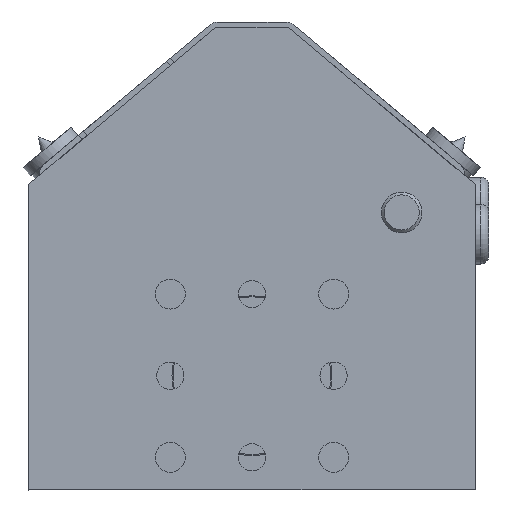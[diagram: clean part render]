
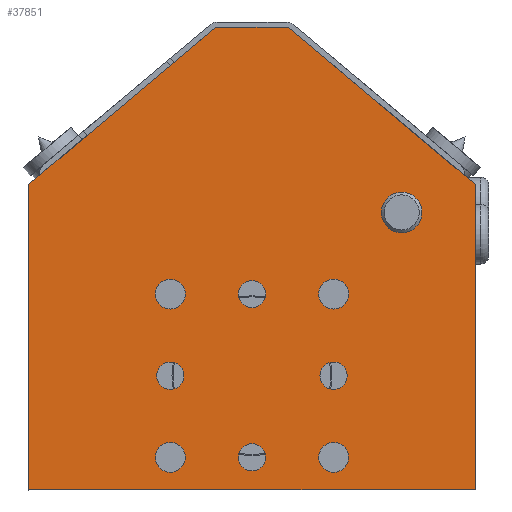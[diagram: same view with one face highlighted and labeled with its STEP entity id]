
A CAD part, left-side view. The second image highlights one B-rep face of the part: STEP entity #37851.
In plain terms, the highlighted face is planar.
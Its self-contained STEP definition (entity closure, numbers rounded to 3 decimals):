
#37319=CARTESIAN_POINT('',(247.,-12.25,5.));
#37320=VERTEX_POINT('',#37319);
#37321=CARTESIAN_POINT('',(247.,-15.,5.));
#37322=DIRECTION('',(-1.0,0.0,0.0));
#37323=DIRECTION('',(0.0,-1.0,0.0));
#37324=AXIS2_PLACEMENT_3D('',#37321,#37322,#37323);
#37325=CIRCLE('',#37324,2.75);
#37326=EDGE_CURVE('',#37320,#37320,#37325,.T.);
#37387=CARTESIAN_POINT('',(247.,17.75,35.));
#37388=VERTEX_POINT('',#37387);
#37389=CARTESIAN_POINT('',(247.,15.,35.));
#37390=DIRECTION('',(-1.0,0.0,0.0));
#37391=DIRECTION('',(0.0,-1.0,0.0));
#37392=AXIS2_PLACEMENT_3D('',#37389,#37390,#37391);
#37393=CIRCLE('',#37392,2.75);
#37394=EDGE_CURVE('',#37388,#37388,#37393,.T.);
#37455=CARTESIAN_POINT('',(247.,-12.25,35.));
#37456=VERTEX_POINT('',#37455);
#37457=CARTESIAN_POINT('',(247.,-15.,35.));
#37458=DIRECTION('',(-1.0,0.0,0.0));
#37459=DIRECTION('',(0.0,-1.0,0.0));
#37460=AXIS2_PLACEMENT_3D('',#37457,#37458,#37459);
#37461=CIRCLE('',#37460,2.75);
#37462=EDGE_CURVE('',#37456,#37456,#37461,.T.);
#37523=CARTESIAN_POINT('',(247.,17.75,5.));
#37524=VERTEX_POINT('',#37523);
#37525=CARTESIAN_POINT('',(247.,15.,5.));
#37526=DIRECTION('',(-1.0,0.0,0.0));
#37527=DIRECTION('',(0.0,-1.0,0.0));
#37528=AXIS2_PLACEMENT_3D('',#37525,#37526,#37527);
#37529=CIRCLE('',#37528,2.75);
#37530=EDGE_CURVE('',#37524,#37524,#37529,.T.);
#37566=CARTESIAN_POINT('',(247.,31.23,50.));
#37567=VERTEX_POINT('',#37566);
#37568=CARTESIAN_POINT('',(247.,27.5,50.));
#37569=DIRECTION('',(-1.0,0.0,0.0));
#37570=DIRECTION('',(0.0,1.0,0.0));
#37571=AXIS2_PLACEMENT_3D('',#37568,#37569,#37570);
#37572=CIRCLE('',#37571,3.73);
#37573=EDGE_CURVE('',#37567,#37567,#37572,.T.);
#37594=CARTESIAN_POINT('',(247.,-12.5,20.));
#37595=VERTEX_POINT('',#37594);
#37596=CARTESIAN_POINT('',(247.,-15.,20.));
#37597=DIRECTION('',(-1.0,0.0,0.0));
#37598=DIRECTION('',(0.0,1.0,0.0));
#37599=AXIS2_PLACEMENT_3D('',#37596,#37597,#37598);
#37600=CIRCLE('',#37599,2.5);
#37601=EDGE_CURVE('',#37595,#37595,#37600,.T.);
#37622=CARTESIAN_POINT('',(247.,2.5,35.));
#37623=VERTEX_POINT('',#37622);
#37624=CARTESIAN_POINT('',(247.,0.,35.));
#37625=DIRECTION('',(-1.0,0.0,0.0));
#37626=DIRECTION('',(0.0,1.0,0.0));
#37627=AXIS2_PLACEMENT_3D('',#37624,#37625,#37626);
#37628=CIRCLE('',#37627,2.5);
#37629=EDGE_CURVE('',#37623,#37623,#37628,.T.);
#37650=CARTESIAN_POINT('',(247.,17.5,20.));
#37651=VERTEX_POINT('',#37650);
#37652=CARTESIAN_POINT('',(247.,15.,20.));
#37653=DIRECTION('',(-1.0,0.0,0.0));
#37654=DIRECTION('',(0.0,1.0,0.0));
#37655=AXIS2_PLACEMENT_3D('',#37652,#37653,#37654);
#37656=CIRCLE('',#37655,2.5);
#37657=EDGE_CURVE('',#37651,#37651,#37656,.T.);
#37678=CARTESIAN_POINT('',(247.,2.5,5.));
#37679=VERTEX_POINT('',#37678);
#37680=CARTESIAN_POINT('',(247.,0.,5.));
#37681=DIRECTION('',(-1.0,0.0,0.0));
#37682=DIRECTION('',(0.0,1.0,0.0));
#37683=AXIS2_PLACEMENT_3D('',#37680,#37681,#37682);
#37684=CIRCLE('',#37683,2.5);
#37685=EDGE_CURVE('',#37679,#37679,#37684,.T.);
#37705=CARTESIAN_POINT('',(247.,6.651,84.));
#37706=VERTEX_POINT('',#37705);
#37713=CARTESIAN_POINT('',(247.,41.,55.178));
#37714=VERTEX_POINT('',#37713);
#37715=CARTESIAN_POINT('',(247.,41.,55.178));
#37716=DIRECTION('',(0.,-0.766,0.643));
#37717=VECTOR('',#37716,44.839);
#37718=LINE('',#37715,#37717);
#37719=EDGE_CURVE('',#37714,#37706,#37718,.T.);
#37745=CARTESIAN_POINT('',(247.,-41.,55.178));
#37746=VERTEX_POINT('',#37745);
#37753=CARTESIAN_POINT('',(247.,-6.651,84.));
#37754=VERTEX_POINT('',#37753);
#37755=CARTESIAN_POINT('',(247.,-6.651,84.));
#37756=DIRECTION('',(0.,-0.766,-0.643));
#37757=VECTOR('',#37756,44.839);
#37758=LINE('',#37755,#37757);
#37759=EDGE_CURVE('',#37754,#37746,#37758,.T.);
#37783=CARTESIAN_POINT('',(247.,-6.651,84.));
#37784=DIRECTION('',(0.0,1.0,0.0));
#37785=VECTOR('',#37784,13.303);
#37786=LINE('',#37783,#37785);
#37787=EDGE_CURVE('',#37754,#37706,#37786,.T.);
#37792=CARTESIAN_POINT('',(247.,0.,41.5));
#37793=DIRECTION('',(1.0,0.0,0.0));
#37794=DIRECTION('',(0.0,1.0,0.0));
#37795=AXIS2_PLACEMENT_3D('',#37792,#37793,#37794);
#37796=PLANE('',#37795);
#37797=ORIENTED_EDGE('',*,*,#37719,.T.);
#37798=ORIENTED_EDGE('',*,*,#37787,.F.);
#37799=ORIENTED_EDGE('',*,*,#37759,.T.);
#37800=CARTESIAN_POINT('',(247.,-41.,-1.));
#37801=VERTEX_POINT('',#37800);
#37802=CARTESIAN_POINT('',(247.,-41.,-1.));
#37803=DIRECTION('',(0.0,0.0,1.0));
#37804=VECTOR('',#37803,56.178);
#37805=LINE('',#37802,#37804);
#37806=EDGE_CURVE('',#37801,#37746,#37805,.T.);
#37807=ORIENTED_EDGE('',*,*,#37806,.F.);
#37808=CARTESIAN_POINT('',(247.,41.,-1.));
#37809=VERTEX_POINT('',#37808);
#37810=CARTESIAN_POINT('',(247.,41.,-1.));
#37811=DIRECTION('',(0.0,-1.0,0.0));
#37812=VECTOR('',#37811,82.);
#37813=LINE('',#37810,#37812);
#37814=EDGE_CURVE('',#37809,#37801,#37813,.T.);
#37815=ORIENTED_EDGE('',*,*,#37814,.F.);
#37816=CARTESIAN_POINT('',(247.,41.,55.178));
#37817=DIRECTION('',(0.0,0.0,-1.0));
#37818=VECTOR('',#37817,56.178);
#37819=LINE('',#37816,#37818);
#37820=EDGE_CURVE('',#37714,#37809,#37819,.T.);
#37821=ORIENTED_EDGE('',*,*,#37820,.F.);
#37822=EDGE_LOOP('',(#37797,#37798,#37799,#37807,#37815,#37821));
#37823=FACE_OUTER_BOUND('',#37822,.T.);
#37824=ORIENTED_EDGE('',*,*,#37326,.T.);
#37825=EDGE_LOOP('',(#37824));
#37826=FACE_BOUND('',#37825,.T.);
#37827=ORIENTED_EDGE('',*,*,#37394,.T.);
#37828=EDGE_LOOP('',(#37827));
#37829=FACE_BOUND('',#37828,.T.);
#37830=ORIENTED_EDGE('',*,*,#37462,.T.);
#37831=EDGE_LOOP('',(#37830));
#37832=FACE_BOUND('',#37831,.T.);
#37833=ORIENTED_EDGE('',*,*,#37530,.T.);
#37834=EDGE_LOOP('',(#37833));
#37835=FACE_BOUND('',#37834,.T.);
#37836=ORIENTED_EDGE('',*,*,#37573,.T.);
#37837=EDGE_LOOP('',(#37836));
#37838=FACE_BOUND('',#37837,.T.);
#37839=ORIENTED_EDGE('',*,*,#37601,.T.);
#37840=EDGE_LOOP('',(#37839));
#37841=FACE_BOUND('',#37840,.T.);
#37842=ORIENTED_EDGE('',*,*,#37629,.T.);
#37843=EDGE_LOOP('',(#37842));
#37844=FACE_BOUND('',#37843,.T.);
#37845=ORIENTED_EDGE('',*,*,#37657,.T.);
#37846=EDGE_LOOP('',(#37845));
#37847=FACE_BOUND('',#37846,.T.);
#37848=ORIENTED_EDGE('',*,*,#37685,.T.);
#37849=EDGE_LOOP('',(#37848));
#37850=FACE_BOUND('',#37849,.T.);
#37851=ADVANCED_FACE('',(#37823,#37826,#37829,#37832,#37835,#37838,#37841,#37844,#37847,#37850),#37796,.T.);
